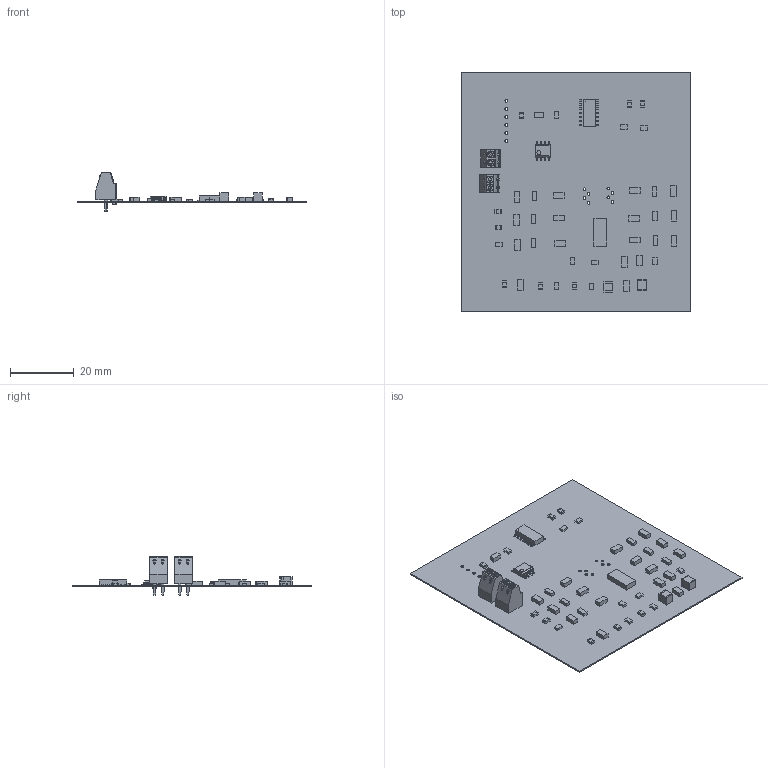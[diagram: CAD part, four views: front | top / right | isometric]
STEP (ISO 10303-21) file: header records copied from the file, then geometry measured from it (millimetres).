
FILE_DESCRIPTION(('Open CASCADE Model'),'2;1');
FILE_NAME('Open CASCADE Shape Model','2021-05-30T17:21:35',('Author'),( 'Open CASCADE'),'Open CASCADE STEP processor 6.8','Open CASCADE 6.8' ,'Unknown');
FILE_SCHEMA(('AUTOMOTIVE_DESIGN { 1 0 10303 214 1 1 1 1 }'));
Length unit declared in the file: millimetre
Products named in the file (96): PCB; Board; Open CASCADE STEP translator 6.8 4.1.1; T6; 6044375328; Extruded; T5; T4; T3; T2; T1; R26; 6044374768; R25; R24; R23; R22; R21; R20; 6044374208; R19; R18; R17; 6044375488; R16; R15; R13; R12; R11; R10; 6044373488; R7; R6; R5; R4; R3; R2; R1; C10; 6044371888 ...
Assembly tree (150 placements, depth 6):
  PCB
    Board
      Open CASCADE STEP translator 6.8 4.1.1
    T6
      6044375328
        Extruded
    T5
      6044375328
        Extruded
    T4
      6044375328
        Extruded
    T3
      6044375328
        Extruded
    T2
      6044375328
        Extruded
    T1
      6044375328
        Extruded
    R26
      6044374768
        Extruded
    R25
      6044374768
        Extruded
    R24
      6044374768
        Extruded
    R23
      6044374768
        Extruded
    R22
      6044374768
        Extruded
    R21
      6044374768
        Extruded
    R20
      6044374208
        Extruded
    R19
      6044374208
        Extruded
    R18
      6044374208
        Extruded
    R17
      6044375488
        Extruded
    R16
      6044375488
        Extruded
    R15
      6044375488
        Extruded
    R13
      6044374208
        Extruded
Bounding box: 72.14 x 75.18 x 12 mm (x, y, z)
Volume: 3063.9 mm3; surface area: 12870.1 mm2
Topology: 96 solids, 96 shells, 1186 faces, 2737 edges, 1768 vertices
Faces by surface type: plane 890, cylinder 270, sphere 26
Full cylindrical faces by diameter (mm): 0.196 x1, 0.889 x8, 0.9 x6, 1.1 x8
Entity records: 24123 total; most frequent: CARTESIAN_POINT 3809, DIRECTION 3441, ORIENTED_EDGE 3020, EDGE_CURVE 1510, AXIS2_PLACEMENT_3D 1170, LINE 1101, VECTOR 1101, VERTEX_POINT 972
